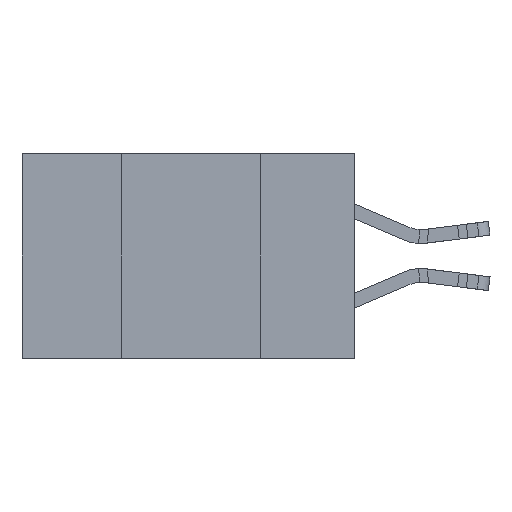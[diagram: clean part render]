
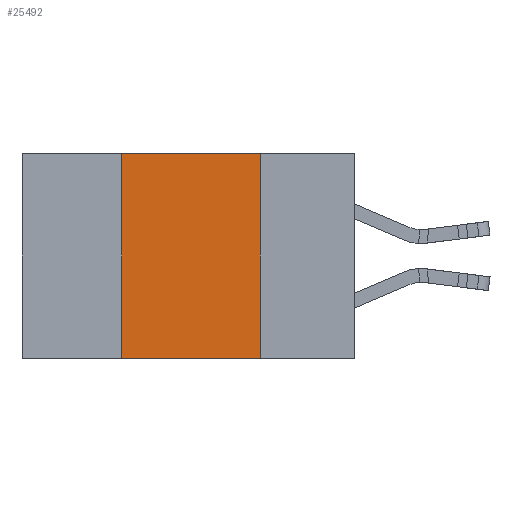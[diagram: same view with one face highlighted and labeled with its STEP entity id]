
A CAD part, left-side view. The second image highlights one B-rep face of the part: STEP entity #25492.
In plain terms, the highlighted planar face has unit normal (-1, 0, 0).
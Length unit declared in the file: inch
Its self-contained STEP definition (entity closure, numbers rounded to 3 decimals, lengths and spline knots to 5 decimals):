
#976 = VECTOR ( 'NONE', #29273, 39.37008 ) ;
#2227 = LINE ( 'NONE', #7095, #20943 ) ;
#2773 = ORIENTED_EDGE ( 'NONE', *, *, #9701, .F. ) ;
#6346 = PLANE ( 'NONE',  #11337 ) ;
#7095 = CARTESIAN_POINT ( 'NONE',  ( 0., 0.17, 0. ) ) ;
#9178 = DIRECTION ( 'NONE',  ( 0., -1., 0. ) ) ;
#9352 = DIRECTION ( 'NONE',  ( 0., 0., -1. ) ) ;
#9578 = FACE_OUTER_BOUND ( 'NONE', #28532, .T. ) ;
#9581 = EDGE_CURVE ( 'NONE', #25394, #10488, #29109, .T. ) ;
#9684 = VERTEX_POINT ( 'NONE', #11236 ) ;
#9701 = EDGE_CURVE ( 'NONE', #9747, #9684, #18003, .T. ) ;
#9747 = VERTEX_POINT ( 'NONE', #22432 ) ;
#10488 = VERTEX_POINT ( 'NONE', #24182 ) ;
#10727 = EDGE_CURVE ( 'NONE', #9684, #10488, #2227, .T. ) ;
#11236 = CARTESIAN_POINT ( 'NONE',  ( 0., 0.17, 0. ) ) ;
#11337 = AXIS2_PLACEMENT_3D ( 'NONE', #20420, #22991, #27553 ) ;
#11723 = CARTESIAN_POINT ( 'NONE',  ( 0., 0.6, 0. ) ) ;
#12762 = EDGE_CURVE ( 'NONE', #25394, #9747, #25601, .T. ) ;
#12934 = CARTESIAN_POINT ( 'NONE',  ( 0., 0.42, -0.37 ) ) ;
#13295 = VECTOR ( 'NONE', #30391, 39.37008 ) ;
#14713 = CARTESIAN_POINT ( 'NONE',  ( 0., 0.42, 0. ) ) ;
#15851 = ORIENTED_EDGE ( 'NONE', *, *, #9581, .T. ) ;
#18003 = LINE ( 'NONE', #11723, #13295 ) ;
#20420 = CARTESIAN_POINT ( 'NONE',  ( 0., 0.6, 0. ) ) ;
#20943 = VECTOR ( 'NONE', #9352, 39.37008 ) ;
#21095 = CARTESIAN_POINT ( 'NONE',  ( 0., 0.6, -0.37 ) ) ;
#22432 = CARTESIAN_POINT ( 'NONE',  ( 0., 0.42, 0. ) ) ;
#22991 = DIRECTION ( 'NONE',  ( 1., 0., 0. ) ) ;
#24182 = CARTESIAN_POINT ( 'NONE',  ( 0., 0.17, -0.37 ) ) ;
#25394 = VERTEX_POINT ( 'NONE', #12934 ) ;
#25492 = ADVANCED_FACE ( 'NONE', ( #9578 ), #6346, .F. ) ;
#25601 = LINE ( 'NONE', #14713, #976 ) ;
#27553 = DIRECTION ( 'NONE',  ( 0., 0., -1. ) ) ;
#27626 = VECTOR ( 'NONE', #9178, 39.37008 ) ;
#28532 = EDGE_LOOP ( 'NONE', ( #29545, #2773, #29898, #15851 ) ) ;
#29109 = LINE ( 'NONE', #21095, #27626 ) ;
#29273 = DIRECTION ( 'NONE',  ( 0., 0., 1. ) ) ;
#29545 = ORIENTED_EDGE ( 'NONE', *, *, #10727, .F. ) ;
#29898 = ORIENTED_EDGE ( 'NONE', *, *, #12762, .F. ) ;
#30391 = DIRECTION ( 'NONE',  ( 0., -1., 0. ) ) ;
